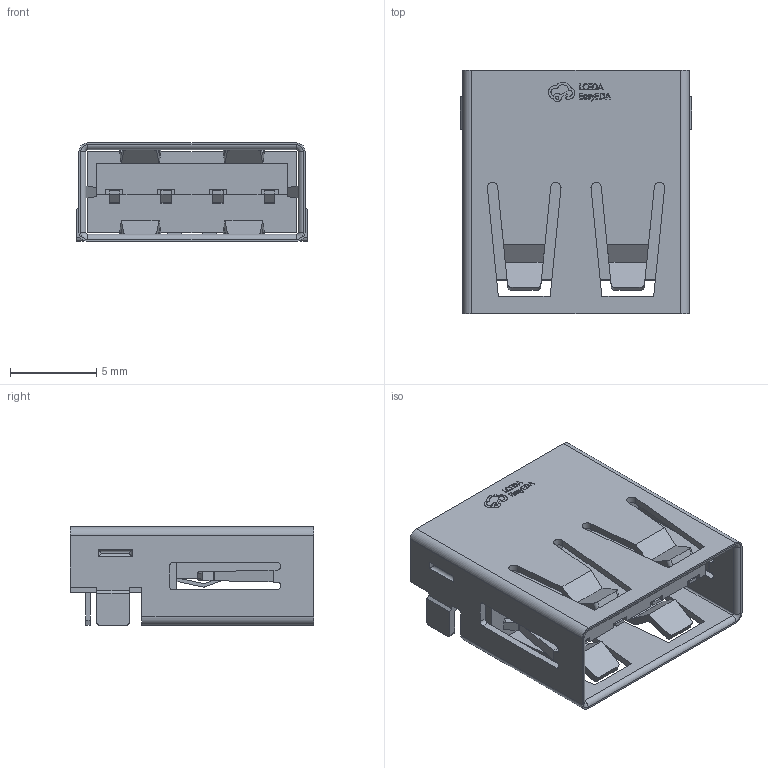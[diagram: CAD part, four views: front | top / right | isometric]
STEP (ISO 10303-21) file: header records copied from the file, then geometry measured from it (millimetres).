
FILE_DESCRIPTION (( 'STEP AP214' ), '1' );
FILE_NAME ('USB-A-TH_AF90-LCP.STEP', '2023-11-08T00:25:15', ( 'PC' ), ( 'Microsoft' ), 'SwSTEP 2.0', 'SolidWorks 2020', '' );
FILE_SCHEMA (( 'AUTOMOTIVE_DESIGN' ));
Length unit declared in the file: millimetre
Products named in the file (1): USB-A-TH_AF90-LCP
Bounding box: 13.4 x 14.1 x 5.71 mm (x, y, z)
Volume: 550.8 mm3; surface area: 1446.8 mm2
Topology: 6 solids, 6 shells, 530 faces, 1463 edges, 970 vertices
Faces by surface type: plane 334, bspline 98, cylinder 94, torus 4
Entity records: 23188 total; most frequent: CARTESIAN_POINT 4414, ORIENTED_EDGE 2926, DIRECTION 2221, EDGE_CURVE 1463, VECTOR 1075, LINE 1075, VERTEX_POINT 970, AXIS2_PLACEMENT_3D 573
